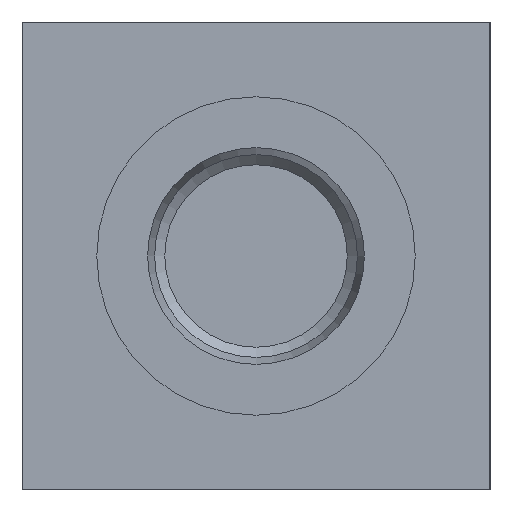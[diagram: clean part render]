
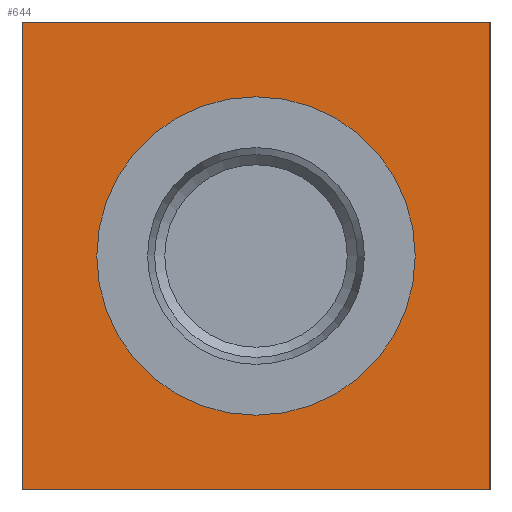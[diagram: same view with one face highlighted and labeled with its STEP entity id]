
A CAD part, left-side view. The second image highlights one B-rep face of the part: STEP entity #644.
In plain terms, the highlighted planar face has unit normal (-1, 0, 0).
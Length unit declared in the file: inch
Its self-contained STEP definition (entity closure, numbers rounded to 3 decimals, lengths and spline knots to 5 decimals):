
#644 = ADVANCED_FACE( '', ( #1400, #1401 ), #1402, .F. );
#1400 = FACE_BOUND( '', #2153, .T. );
#1401 = FACE_OUTER_BOUND( '', #2154, .T. );
#1402 = PLANE( '', #2155 );
#2153 = EDGE_LOOP( '', ( #3812 ) );
#2154 = EDGE_LOOP( '', ( #3813, #3814, #3815, #3816 ) );
#2155 = AXIS2_PLACEMENT_3D( '', #3817, #3818, #3819 );
#3812 = ORIENTED_EDGE( '', *, *, #4312, .T. );
#3813 = ORIENTED_EDGE( '', *, *, #4011, .F. );
#3814 = ORIENTED_EDGE( '', *, *, #4240, .F. );
#3815 = ORIENTED_EDGE( '', *, *, #4061, .F. );
#3816 = ORIENTED_EDGE( '', *, *, #3917, .F. );
#3817 = CARTESIAN_POINT( '', ( 0., 0., 0. ) );
#3818 = DIRECTION( '', ( 1., 0., 0. ) );
#3819 = DIRECTION( '', ( 0., 0., -1. ) );
#3917 = EDGE_CURVE( '', #4595, #4596, #4597, .T. );
#4011 = EDGE_CURVE( '', #4775, #4595, #4776, .T. );
#4061 = EDGE_CURVE( '', #4596, #4851, #4852, .T. );
#4240 = EDGE_CURVE( '', #4851, #4775, #5123, .T. );
#4312 = EDGE_CURVE( '', #5222, #5222, #5223, .T. );
#4595 = VERTEX_POINT( '', #5550 );
#4596 = VERTEX_POINT( '', #5551 );
#4597 = LINE( '', #5552, #5553 );
#4775 = VERTEX_POINT( '', #5790 );
#4776 = LINE( '', #5791, #5792 );
#4851 = VERTEX_POINT( '', #5888 );
#4852 = LINE( '', #5889, #5890 );
#5123 = LINE( '', #6230, #6231 );
#5222 = VERTEX_POINT( '', #6349 );
#5223 = CIRCLE( '', #6350, 0.5955 );
#5550 = CARTESIAN_POINT( '', ( 0., 1.75, 1.75 ) );
#5551 = CARTESIAN_POINT( '', ( 0., 0., 1.75 ) );
#5552 = CARTESIAN_POINT( '', ( 0., 1.75, 1.75 ) );
#5553 = VECTOR( '', #6721, 39.37008 );
#5790 = CARTESIAN_POINT( '', ( 0., 1.75, 0. ) );
#5791 = CARTESIAN_POINT( '', ( 0., 1.75, 0. ) );
#5792 = VECTOR( '', #6871, 39.37008 );
#5888 = CARTESIAN_POINT( '', ( 0., 0., 0. ) );
#5889 = CARTESIAN_POINT( '', ( 0., 0., 1.75 ) );
#5890 = VECTOR( '', #6932, 39.37008 );
#6230 = CARTESIAN_POINT( '', ( 0., 0., 0. ) );
#6231 = VECTOR( '', #7173, 39.37008 );
#6349 = CARTESIAN_POINT( '', ( 0., 0.875, 0.2795 ) );
#6350 = AXIS2_PLACEMENT_3D( '', #7262, #7263, #7264 );
#6721 = DIRECTION( '', ( 0., -1., 0. ) );
#6871 = DIRECTION( '', ( 0., 0., 1. ) );
#6932 = DIRECTION( '', ( 0., 0., -1. ) );
#7173 = DIRECTION( '', ( 0., 1., 0. ) );
#7262 = CARTESIAN_POINT( '', ( 0., 0.875, 0.875 ) );
#7263 = DIRECTION( '', ( 1., 0., 0. ) );
#7264 = DIRECTION( '', ( 0., 0., -1. ) );
